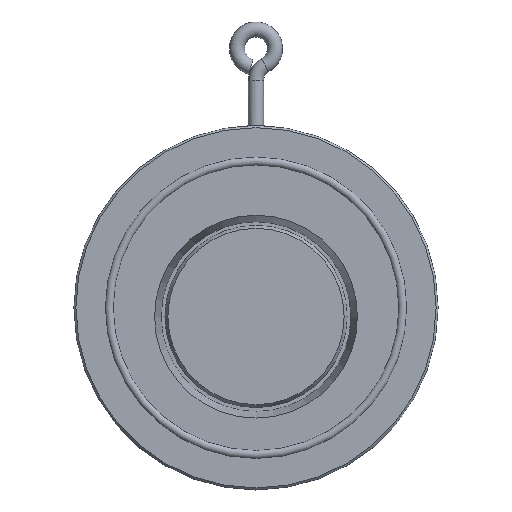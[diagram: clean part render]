
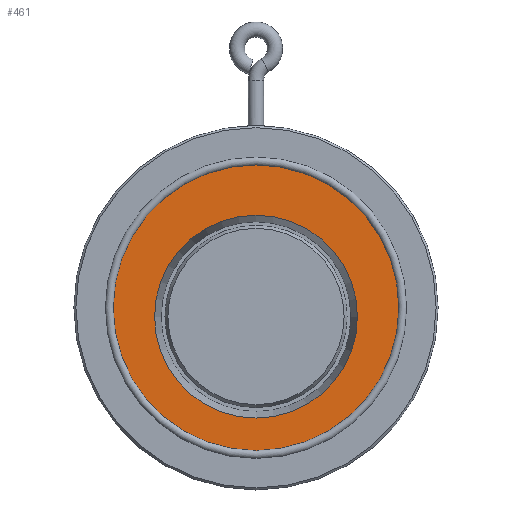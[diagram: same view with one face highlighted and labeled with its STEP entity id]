
A CAD part, top view. The second image highlights one B-rep face of the part: STEP entity #461.
In plain terms, the highlighted planar face has unit normal (0, 0, 1).
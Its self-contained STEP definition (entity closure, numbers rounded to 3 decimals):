
#8 = ORIENTED_EDGE ( 'NONE', *, *, #305, .T. ) ;
#13 = EDGE_LOOP ( 'NONE', ( #8 ) ) ;
#60 = AXIS2_PLACEMENT_3D ( 'NONE', #494, #508, #475 ) ;
#69 = CARTESIAN_POINT ( 'NONE',  ( 0., -43.599, 0. ) ) ;
#141 = EDGE_LOOP ( 'NONE', ( #364 ) ) ;
#235 = EDGE_CURVE ( 'NONE', #654, #654, #390, .T. ) ;
#305 = EDGE_CURVE ( 'NONE', #380, #380, #392, .T. ) ;
#320 = AXIS2_PLACEMENT_3D ( 'NONE', #345, #350, #478 ) ;
#345 = CARTESIAN_POINT ( 'NONE',  ( 0., -3.5, 0. ) ) ;
#350 = DIRECTION ( 'NONE',  ( 0., 0., 1. ) ) ;
#358 = DIRECTION ( 'NONE',  ( 1., 0., 0. ) ) ;
#364 = ORIENTED_EDGE ( 'NONE', *, *, #235, .F. ) ;
#380 = VERTEX_POINT ( 'NONE', #650 ) ;
#390 = CIRCLE ( 'NONE', #320, 40.099 ) ;
#392 = CIRCLE ( 'NONE', #575, 56.47 ) ;
#461 = ADVANCED_FACE ( 'NONE', ( #583, #677 ), #483, .F. ) ;
#475 = DIRECTION ( 'NONE',  ( -1., 0., 0. ) ) ;
#478 = DIRECTION ( 'NONE',  ( 0., -1., 0. ) ) ;
#483 = PLANE ( 'NONE',  #60 ) ;
#487 = CARTESIAN_POINT ( 'NONE',  ( 0., 0., 0. ) ) ;
#494 = CARTESIAN_POINT ( 'NONE',  ( 0., 0., 0. ) ) ;
#500 = DIRECTION ( 'NONE',  ( 0., 0., 1. ) ) ;
#508 = DIRECTION ( 'NONE',  ( 0., 0., -1. ) ) ;
#575 = AXIS2_PLACEMENT_3D ( 'NONE', #487, #500, #358 ) ;
#583 = FACE_BOUND ( 'NONE', #141, .T. ) ;
#650 = CARTESIAN_POINT ( 'NONE',  ( 56.47, 0., 0. ) ) ;
#654 = VERTEX_POINT ( 'NONE', #69 ) ;
#677 = FACE_OUTER_BOUND ( 'NONE', #13, .T. ) ;
